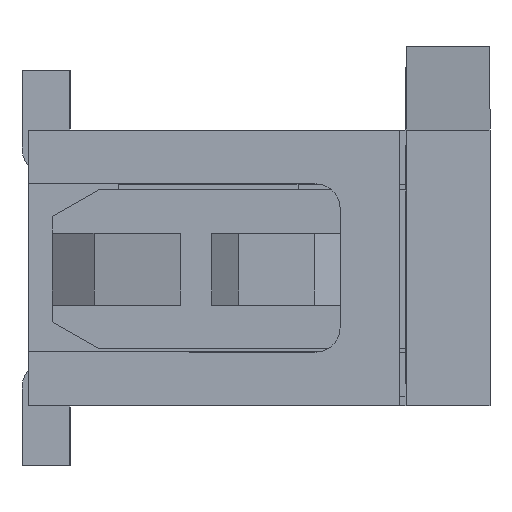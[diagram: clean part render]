
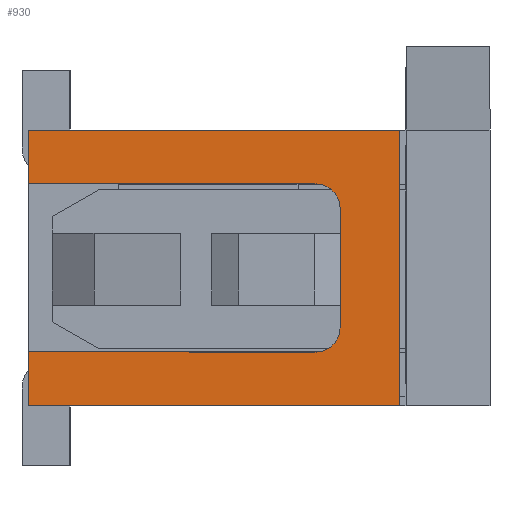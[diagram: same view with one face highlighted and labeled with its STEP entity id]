
A CAD part, left-side view. The second image highlights one B-rep face of the part: STEP entity #930.
In plain terms, the highlighted planar face has unit normal (-1, 0, 0).
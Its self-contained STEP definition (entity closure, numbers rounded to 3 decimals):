
#128=CIRCLE('',#11911,0.2);
#129=CIRCLE('',#11912,0.2);
#394=FACE_OUTER_BOUND('',#1926,.T.);
#930=ADVANCED_FACE('',(#394),#1463,.T.);
#1463=PLANE('',#11913);
#1926=EDGE_LOOP('',(#3384,#3385,#3386,#3387,#3388,#3389,#3390,#3391,#3392,
#3393));
#3384=ORIENTED_EDGE('',*,*,#7513,.T.);
#3385=ORIENTED_EDGE('',*,*,#7634,.T.);
#3386=ORIENTED_EDGE('',*,*,#7675,.T.);
#3387=ORIENTED_EDGE('',*,*,#7465,.T.);
#3388=ORIENTED_EDGE('',*,*,#7676,.T.);
#3389=ORIENTED_EDGE('',*,*,#7677,.T.);
#3390=ORIENTED_EDGE('',*,*,#7509,.T.);
#3391=ORIENTED_EDGE('',*,*,#7201,.T.);
#3392=ORIENTED_EDGE('',*,*,#7678,.T.);
#3393=ORIENTED_EDGE('',*,*,#7617,.F.);
#6044=VERTEX_POINT('',#15979);
#6045=VERTEX_POINT('',#15981);
#6208=VERTEX_POINT('',#16483);
#6209=VERTEX_POINT('',#16485);
#6238=VERTEX_POINT('',#16559);
#6241=VERTEX_POINT('',#16565);
#6242=VERTEX_POINT('',#16567);
#6330=VERTEX_POINT('',#16760);
#6343=VERTEX_POINT('',#16790);
#6368=VERTEX_POINT('',#16869);
#7201=EDGE_CURVE('',#6045,#6044,#8929,.T.);
#7465=EDGE_CURVE('',#6209,#6208,#9190,.T.);
#7509=EDGE_CURVE('',#6238,#6045,#9234,.T.);
#7513=EDGE_CURVE('',#6242,#6241,#9238,.T.);
#7617=EDGE_CURVE('',#6242,#6330,#9342,.T.);
#7634=EDGE_CURVE('',#6241,#6343,#9356,.T.);
#7675=EDGE_CURVE('',#6343,#6209,#128,.T.);
#7676=EDGE_CURVE('',#6208,#6368,#129,.T.);
#7677=EDGE_CURVE('',#6368,#6238,#9395,.T.);
#7678=EDGE_CURVE('',#6044,#6330,#9396,.T.);
#8929=LINE('',#15980,#10488);
#9190=LINE('',#16484,#10749);
#9234=LINE('',#16558,#10793);
#9238=LINE('',#16566,#10797);
#9342=LINE('',#16759,#10901);
#9356=LINE('',#16791,#10915);
#9395=LINE('',#16870,#10954);
#9396=LINE('',#16871,#10955);
#10488=VECTOR('',#12794,1.);
#10749=VECTOR('',#13213,1.);
#10793=VECTOR('',#13259,1.);
#10797=VECTOR('',#13263,1.);
#10901=VECTOR('',#13369,1.);
#10915=VECTOR('',#13391,1.);
#10954=VECTOR('',#13460,1.);
#10955=VECTOR('',#13461,1.);
#11911=AXIS2_PLACEMENT_3D('',#16867,#13456,#13457);
#11912=AXIS2_PLACEMENT_3D('',#16868,#13458,#13459);
#11913=AXIS2_PLACEMENT_3D('',#16872,#13462,#13463);
#12794=DIRECTION('',(0.,-1.,0.));
#13213=DIRECTION('',(0.,0.,-1.));
#13259=DIRECTION('',(0.,0.,-1.));
#13263=DIRECTION('',(0.,0.,-1.));
#13369=DIRECTION('',(0.,-1.,0.));
#13391=DIRECTION('',(0.,-1.,0.));
#13456=DIRECTION('',(1.,0.,0.));
#13457=DIRECTION('',(0.,1.,0.));
#13458=DIRECTION('',(1.,0.,0.));
#13459=DIRECTION('',(0.,1.,0.));
#13460=DIRECTION('',(0.,1.,0.));
#13461=DIRECTION('',(0.,0.,1.));
#13462=DIRECTION('',(-1.,0.,0.));
#13463=DIRECTION('',(0.,0.,1.));
#15979=CARTESIAN_POINT('',(-8.45,0.05,0.));
#15980=CARTESIAN_POINT('',(-8.45,3.15,0.));
#15981=CARTESIAN_POINT('',(-8.45,3.15,0.));
#16483=CARTESIAN_POINT('',(-8.45,0.55,0.65));
#16484=CARTESIAN_POINT('',(-8.45,0.55,1.65));
#16485=CARTESIAN_POINT('',(-8.45,0.55,1.65));
#16558=CARTESIAN_POINT('',(-8.45,3.15,2.3));
#16559=CARTESIAN_POINT('',(-8.45,3.15,0.45));
#16565=CARTESIAN_POINT('',(-8.45,3.15,1.85));
#16566=CARTESIAN_POINT('',(-8.45,3.15,2.3));
#16567=CARTESIAN_POINT('',(-8.45,3.15,2.3));
#16759=CARTESIAN_POINT('',(-8.45,3.15,2.3));
#16760=CARTESIAN_POINT('',(-8.45,0.05,2.3));
#16790=CARTESIAN_POINT('',(-8.45,0.75,1.85));
#16791=CARTESIAN_POINT('',(-8.45,3.15,1.85));
#16867=CARTESIAN_POINT('',(-8.45,0.75,1.65));
#16868=CARTESIAN_POINT('',(-8.45,0.75,0.65));
#16869=CARTESIAN_POINT('',(-8.45,0.75,0.45));
#16870=CARTESIAN_POINT('',(-8.45,0.75,0.45));
#16871=CARTESIAN_POINT('',(-8.45,0.05,0.));
#16872=CARTESIAN_POINT('',(-8.45,3.15,2.3));
